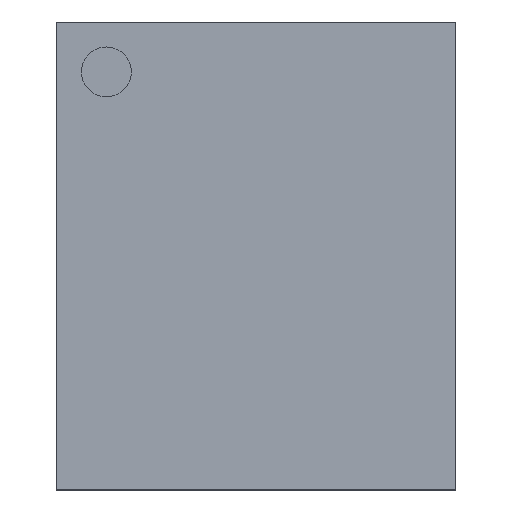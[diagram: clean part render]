
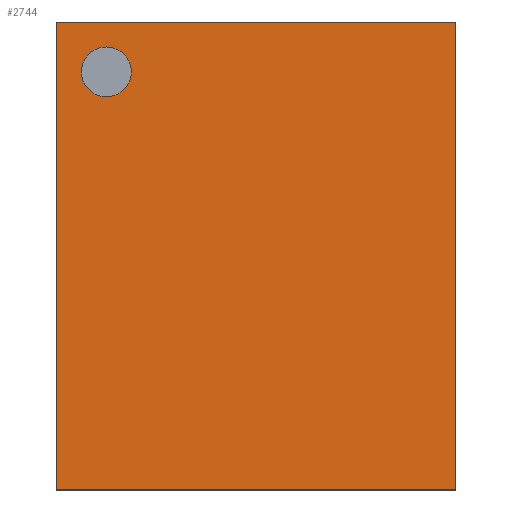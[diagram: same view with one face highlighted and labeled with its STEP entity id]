
A CAD part, top view. The second image highlights one B-rep face of the part: STEP entity #2744.
In plain terms, the highlighted planar face has unit normal (0, 0, 1).
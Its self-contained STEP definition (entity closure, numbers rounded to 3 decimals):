
#2555 = VERTEX_POINT('',#2556);
#2556 = CARTESIAN_POINT('',(-1.88,-2.204,0.585));
#2563 = PLANE('',#2564);
#2564 = AXIS2_PLACEMENT_3D('',#2565,#2566,#2567);
#2565 = CARTESIAN_POINT('',(-1.88,-2.204,0.25));
#2566 = DIRECTION('',(1.,0.,0.));
#2567 = DIRECTION('',(0.,0.,1.));
#2575 = PLANE('',#2576);
#2576 = AXIS2_PLACEMENT_3D('',#2577,#2578,#2579);
#2577 = CARTESIAN_POINT('',(-1.88,-2.204,0.25));
#2578 = DIRECTION('',(0.,1.,0.));
#2579 = DIRECTION('',(0.,0.,1.));
#2616 = VERTEX_POINT('',#2617);
#2617 = CARTESIAN_POINT('',(-1.88,2.204,0.585));
#2631 = PLANE('',#2632);
#2632 = AXIS2_PLACEMENT_3D('',#2633,#2634,#2635);
#2633 = CARTESIAN_POINT('',(-1.88,2.204,0.25));
#2634 = DIRECTION('',(0.,1.,0.));
#2635 = DIRECTION('',(0.,0.,1.));
#2643 = EDGE_CURVE('',#2555,#2616,#2644,.T.);
#2644 = SURFACE_CURVE('',#2645,(#2649,#2656),.PCURVE_S1.);
#2645 = LINE('',#2646,#2647);
#2646 = CARTESIAN_POINT('',(-1.88,-2.204,0.585));
#2647 = VECTOR('',#2648,1.);
#2648 = DIRECTION('',(0.,1.,0.));
#2649 = PCURVE('',#2563,#2650);
#2650 = DEFINITIONAL_REPRESENTATION('',(#2651),#2655);
#2651 = LINE('',#2652,#2653);
#2652 = CARTESIAN_POINT('',(0.335,0.));
#2653 = VECTOR('',#2654,1.);
#2654 = DIRECTION('',(0.,-1.));
#2655 = ( GEOMETRIC_REPRESENTATION_CONTEXT(2) 
PARAMETRIC_REPRESENTATION_CONTEXT() REPRESENTATION_CONTEXT('2D SPACE',''
  ) );
#2656 = PCURVE('',#2657,#2662);
#2657 = PLANE('',#2658);
#2658 = AXIS2_PLACEMENT_3D('',#2659,#2660,#2661);
#2659 = CARTESIAN_POINT('',(-1.88,-2.204,0.585));
#2660 = DIRECTION('',(0.,0.,1.));
#2661 = DIRECTION('',(1.,0.,0.));
#2662 = DEFINITIONAL_REPRESENTATION('',(#2663),#2667);
#2663 = LINE('',#2664,#2665);
#2664 = CARTESIAN_POINT('',(0.,0.));
#2665 = VECTOR('',#2666,1.);
#2666 = DIRECTION('',(0.,1.));
#2667 = ( GEOMETRIC_REPRESENTATION_CONTEXT(2) 
PARAMETRIC_REPRESENTATION_CONTEXT() REPRESENTATION_CONTEXT('2D SPACE',''
  ) );
#2696 = EDGE_CURVE('',#2555,#2697,#2699,.T.);
#2697 = VERTEX_POINT('',#2698);
#2698 = CARTESIAN_POINT('',(1.88,-2.204,0.585));
#2699 = SURFACE_CURVE('',#2700,(#2704,#2711),.PCURVE_S1.);
#2700 = LINE('',#2701,#2702);
#2701 = CARTESIAN_POINT('',(-1.88,-2.204,0.585));
#2702 = VECTOR('',#2703,1.);
#2703 = DIRECTION('',(1.,0.,0.));
#2704 = PCURVE('',#2575,#2705);
#2705 = DEFINITIONAL_REPRESENTATION('',(#2706),#2710);
#2706 = LINE('',#2707,#2708);
#2707 = CARTESIAN_POINT('',(0.335,0.));
#2708 = VECTOR('',#2709,1.);
#2709 = DIRECTION('',(0.,1.));
#2710 = ( GEOMETRIC_REPRESENTATION_CONTEXT(2) 
PARAMETRIC_REPRESENTATION_CONTEXT() REPRESENTATION_CONTEXT('2D SPACE',''
  ) );
#2711 = PCURVE('',#2657,#2712);
#2712 = DEFINITIONAL_REPRESENTATION('',(#2713),#2717);
#2713 = LINE('',#2714,#2715);
#2714 = CARTESIAN_POINT('',(0.,0.));
#2715 = VECTOR('',#2716,1.);
#2716 = DIRECTION('',(1.,0.));
#2717 = ( GEOMETRIC_REPRESENTATION_CONTEXT(2) 
PARAMETRIC_REPRESENTATION_CONTEXT() REPRESENTATION_CONTEXT('2D SPACE',''
  ) );
#2733 = PLANE('',#2734);
#2734 = AXIS2_PLACEMENT_3D('',#2735,#2736,#2737);
#2735 = CARTESIAN_POINT('',(1.88,-2.204,0.25));
#2736 = DIRECTION('',(1.,0.,0.));
#2737 = DIRECTION('',(0.,0.,1.));
#2744 = ADVANCED_FACE('',(#2745,#2793),#2657,.T.);
#2745 = FACE_BOUND('',#2746,.T.);
#2746 = EDGE_LOOP('',(#2747,#2748,#2749,#2772));
#2747 = ORIENTED_EDGE('',*,*,#2643,.F.);
#2748 = ORIENTED_EDGE('',*,*,#2696,.T.);
#2749 = ORIENTED_EDGE('',*,*,#2750,.T.);
#2750 = EDGE_CURVE('',#2697,#2751,#2753,.T.);
#2751 = VERTEX_POINT('',#2752);
#2752 = CARTESIAN_POINT('',(1.88,2.204,0.585));
#2753 = SURFACE_CURVE('',#2754,(#2758,#2765),.PCURVE_S1.);
#2754 = LINE('',#2755,#2756);
#2755 = CARTESIAN_POINT('',(1.88,-2.204,0.585));
#2756 = VECTOR('',#2757,1.);
#2757 = DIRECTION('',(0.,1.,0.));
#2758 = PCURVE('',#2657,#2759);
#2759 = DEFINITIONAL_REPRESENTATION('',(#2760),#2764);
#2760 = LINE('',#2761,#2762);
#2761 = CARTESIAN_POINT('',(3.759,0.));
#2762 = VECTOR('',#2763,1.);
#2763 = DIRECTION('',(0.,1.));
#2764 = ( GEOMETRIC_REPRESENTATION_CONTEXT(2) 
PARAMETRIC_REPRESENTATION_CONTEXT() REPRESENTATION_CONTEXT('2D SPACE',''
  ) );
#2765 = PCURVE('',#2733,#2766);
#2766 = DEFINITIONAL_REPRESENTATION('',(#2767),#2771);
#2767 = LINE('',#2768,#2769);
#2768 = CARTESIAN_POINT('',(0.335,0.));
#2769 = VECTOR('',#2770,1.);
#2770 = DIRECTION('',(0.,-1.));
#2771 = ( GEOMETRIC_REPRESENTATION_CONTEXT(2) 
PARAMETRIC_REPRESENTATION_CONTEXT() REPRESENTATION_CONTEXT('2D SPACE',''
  ) );
#2772 = ORIENTED_EDGE('',*,*,#2773,.F.);
#2773 = EDGE_CURVE('',#2616,#2751,#2774,.T.);
#2774 = SURFACE_CURVE('',#2775,(#2779,#2786),.PCURVE_S1.);
#2775 = LINE('',#2776,#2777);
#2776 = CARTESIAN_POINT('',(-1.88,2.204,0.585));
#2777 = VECTOR('',#2778,1.);
#2778 = DIRECTION('',(1.,0.,0.));
#2779 = PCURVE('',#2657,#2780);
#2780 = DEFINITIONAL_REPRESENTATION('',(#2781),#2785);
#2781 = LINE('',#2782,#2783);
#2782 = CARTESIAN_POINT('',(0.,4.408));
#2783 = VECTOR('',#2784,1.);
#2784 = DIRECTION('',(1.,0.));
#2785 = ( GEOMETRIC_REPRESENTATION_CONTEXT(2) 
PARAMETRIC_REPRESENTATION_CONTEXT() REPRESENTATION_CONTEXT('2D SPACE',''
  ) );
#2786 = PCURVE('',#2631,#2787);
#2787 = DEFINITIONAL_REPRESENTATION('',(#2788),#2792);
#2788 = LINE('',#2789,#2790);
#2789 = CARTESIAN_POINT('',(0.335,0.));
#2790 = VECTOR('',#2791,1.);
#2791 = DIRECTION('',(0.,1.));
#2792 = ( GEOMETRIC_REPRESENTATION_CONTEXT(2) 
PARAMETRIC_REPRESENTATION_CONTEXT() REPRESENTATION_CONTEXT('2D SPACE',''
  ) );
#2793 = FACE_BOUND('',#2794,.T.);
#2794 = EDGE_LOOP('',(#2795));
#2795 = ORIENTED_EDGE('',*,*,#2796,.F.);
#2796 = EDGE_CURVE('',#2797,#2797,#2799,.T.);
#2797 = VERTEX_POINT('',#2798);
#2798 = CARTESIAN_POINT('',(-1.175,1.734,0.585));
#2799 = SURFACE_CURVE('',#2800,(#2805,#2812),.PCURVE_S1.);
#2800 = CIRCLE('',#2801,0.235);
#2801 = AXIS2_PLACEMENT_3D('',#2802,#2803,#2804);
#2802 = CARTESIAN_POINT('',(-1.41,1.734,0.585));
#2803 = DIRECTION('',(0.,0.,1.));
#2804 = DIRECTION('',(1.,0.,0.));
#2805 = PCURVE('',#2657,#2806);
#2806 = DEFINITIONAL_REPRESENTATION('',(#2807),#2811);
#2807 = CIRCLE('',#2808,0.235);
#2808 = AXIS2_PLACEMENT_2D('',#2809,#2810);
#2809 = CARTESIAN_POINT('',(0.47,3.938));
#2810 = DIRECTION('',(1.,0.));
#2811 = ( GEOMETRIC_REPRESENTATION_CONTEXT(2) 
PARAMETRIC_REPRESENTATION_CONTEXT() REPRESENTATION_CONTEXT('2D SPACE',''
  ) );
#2812 = PCURVE('',#2813,#2818);
#2813 = CYLINDRICAL_SURFACE('',#2814,0.235);
#2814 = AXIS2_PLACEMENT_3D('',#2815,#2816,#2817);
#2815 = CARTESIAN_POINT('',(-1.41,1.734,0.527));
#2816 = DIRECTION('',(0.,0.,1.));
#2817 = DIRECTION('',(1.,0.,0.));
#2818 = DEFINITIONAL_REPRESENTATION('',(#2819),#2823);
#2819 = LINE('',#2820,#2821);
#2820 = CARTESIAN_POINT('',(0.,0.059));
#2821 = VECTOR('',#2822,1.);
#2822 = DIRECTION('',(1.,0.));
#2823 = ( GEOMETRIC_REPRESENTATION_CONTEXT(2) 
PARAMETRIC_REPRESENTATION_CONTEXT() REPRESENTATION_CONTEXT('2D SPACE',''
  ) );
